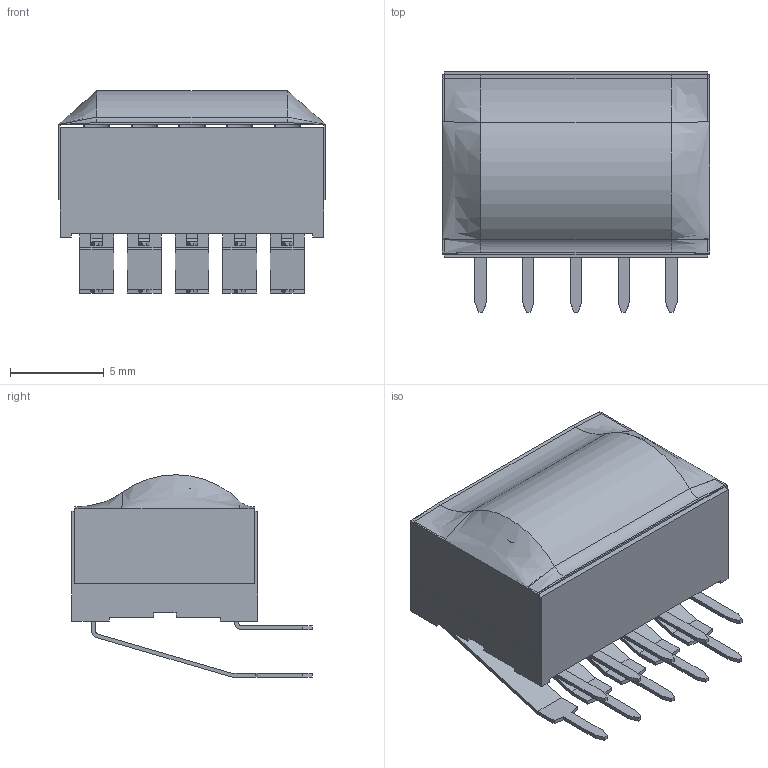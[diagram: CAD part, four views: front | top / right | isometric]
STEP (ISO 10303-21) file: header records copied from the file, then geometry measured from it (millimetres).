
FILE_DESCRIPTION(/* description */ (''),/* implementation_level */ '2;1');
FILE_NAME(/* name */ 'KAS2105Ex.stp',/* time_stamp */ '2025-05-21T11:37:17-05:00',/* author */ ('mroman'),/* organization */ (''),/* preprocessor_version */ 'ST-DEVELOPER v18.1',/* originating_system */ 'Autodesk Inventor 2022',/* authorisation */ '');
FILE_SCHEMA (('AUTOMOTIVE_DESIGN { 1 0 10303 214 3 1 1 }'));
Length unit declared in the file: centimetre
Products named in the file (1): KAS2105Ex
Bounding box: 14.26 x 12.8 x 10.79 mm (x, y, z)
Volume: 790.4 mm3; surface area: 1262.9 mm2
Topology: 1 solids, 1 shells, 520 faces, 1438 edges, 948 vertices
Faces by surface type: plane 399, bspline 75, cylinder 46
Entity records: 17356 total; most frequent: CARTESIAN_POINT 4427, ORIENTED_EDGE 2876, DIRECTION 2292, EDGE_CURVE 1438, LINE 1208, VECTOR 1208, VERTEX_POINT 948, EDGE_LOOP 554
